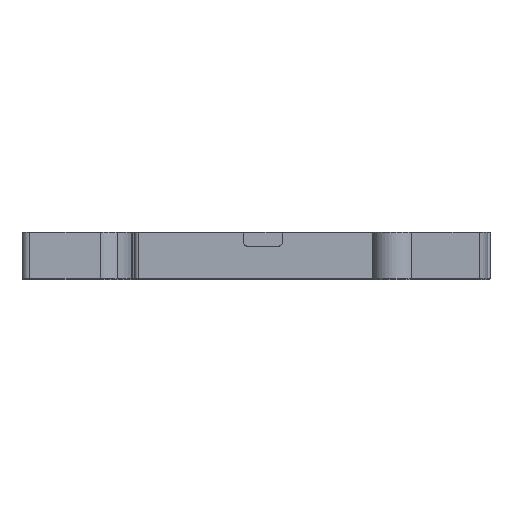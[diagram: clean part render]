
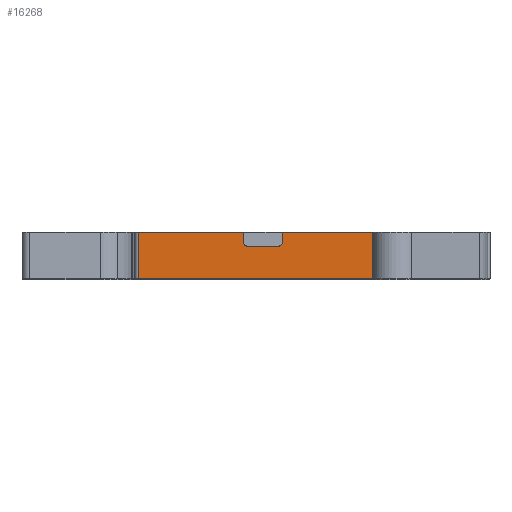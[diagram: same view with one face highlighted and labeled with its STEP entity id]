
A CAD part, front view. The second image highlights one B-rep face of the part: STEP entity #16268.
In plain terms, the highlighted planar face has unit normal (0, -1, 0).
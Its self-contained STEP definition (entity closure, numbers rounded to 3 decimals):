
#209 = VERTEX_POINT ( 'NONE', #2250 ) ;
#588 = EDGE_CURVE ( 'NONE', #18682, #11925, #1042, .T. ) ;
#1042 = CIRCLE ( 'NONE', #21158, 0.5 ) ;
#1382 = EDGE_CURVE ( 'NONE', #11925, #209, #14207, .T. ) ;
#1504 = ORIENTED_EDGE ( 'NONE', *, *, #22340, .T. ) ;
#2074 = CARTESIAN_POINT ( 'NONE',  ( -4.435, -17.204, 62.112 ) ) ;
#2250 = CARTESIAN_POINT ( 'NONE',  ( -3.935, -17.204, 61.612 ) ) ;
#2266 = CARTESIAN_POINT ( 'NONE',  ( -17.987, -17.204, 57.412 ) ) ;
#2958 = CARTESIAN_POINT ( 'NONE',  ( -17.987, -17.204, 63.412 ) ) ;
#3043 = VERTEX_POINT ( 'NONE', #3126 ) ;
#3126 = CARTESIAN_POINT ( 'NONE',  ( 0.565, -17.204, 63.412 ) ) ;
#3502 = VECTOR ( 'NONE', #9811, 1000. ) ;
#3551 = VECTOR ( 'NONE', #4378, 1000. ) ;
#3851 = EDGE_CURVE ( 'NONE', #7855, #11718, #4918, .T. ) ;
#4271 = ORIENTED_EDGE ( 'NONE', *, *, #12562, .T. ) ;
#4378 = DIRECTION ( 'NONE',  ( 0., 0., -1. ) ) ;
#4918 = LINE ( 'NONE', #2958, #9852 ) ;
#5000 = CIRCLE ( 'NONE', #22000, 0.5 ) ;
#5424 = CARTESIAN_POINT ( 'NONE',  ( -4.435, -17.204, 63.412 ) ) ;
#5857 = EDGE_CURVE ( 'NONE', #11372, #18897, #10958, .T. ) ;
#5937 = VECTOR ( 'NONE', #8939, 1000. ) ;
#6863 = CARTESIAN_POINT ( 'NONE',  ( -17.987, -17.204, 63.462 ) ) ;
#6879 = CARTESIAN_POINT ( 'NONE',  ( 0.065, -17.204, 61.612 ) ) ;
#6903 = ORIENTED_EDGE ( 'NONE', *, *, #15887, .T. ) ;
#7764 = ORIENTED_EDGE ( 'NONE', *, *, #19651, .F. ) ;
#7855 = VERTEX_POINT ( 'NONE', #10460 ) ;
#8232 = FACE_OUTER_BOUND ( 'NONE', #14620, .T. ) ;
#8571 = LINE ( 'NONE', #10933, #5937 ) ;
#8939 = DIRECTION ( 'NONE',  ( 0., 0., 1. ) ) ;
#8965 = DIRECTION ( 'NONE',  ( -1., 0., 0. ) ) ;
#9257 = CARTESIAN_POINT ( 'NONE',  ( 12.717, -17.204, 57.412 ) ) ;
#9552 = DIRECTION ( 'NONE',  ( 0., 1., 0. ) ) ;
#9811 = DIRECTION ( 'NONE',  ( 1., 0., 0. ) ) ;
#9852 = VECTOR ( 'NONE', #18179, 1000. ) ;
#10216 = ORIENTED_EDGE ( 'NONE', *, *, #3851, .F. ) ;
#10431 = LINE ( 'NONE', #20104, #16475 ) ;
#10460 = CARTESIAN_POINT ( 'NONE',  ( -17.987, -17.204, 63.412 ) ) ;
#10508 = DIRECTION ( 'NONE',  ( 0., 0., -1. ) ) ;
#10905 = EDGE_CURVE ( 'NONE', #11133, #11372, #10431, .T. ) ;
#10933 = CARTESIAN_POINT ( 'NONE',  ( -4.435, -17.204, 63.462 ) ) ;
#10958 = LINE ( 'NONE', #22478, #13560 ) ;
#11044 = ORIENTED_EDGE ( 'NONE', *, *, #10905, .F. ) ;
#11133 = VERTEX_POINT ( 'NONE', #15713 ) ;
#11372 = VERTEX_POINT ( 'NONE', #9257 ) ;
#11718 = VERTEX_POINT ( 'NONE', #5424 ) ;
#11925 = VERTEX_POINT ( 'NONE', #6879 ) ;
#12349 = CARTESIAN_POINT ( 'NONE',  ( -17.987, -17.204, 63.462 ) ) ;
#12562 = EDGE_CURVE ( 'NONE', #3043, #18682, #16344, .T. ) ;
#13560 = VECTOR ( 'NONE', #18414, 1000. ) ;
#14207 = LINE ( 'NONE', #19578, #22354 ) ;
#14397 = DIRECTION ( 'NONE',  ( 0., 0., -1. ) ) ;
#14620 = EDGE_LOOP ( 'NONE', ( #4271, #20954, #18742, #23697, #1504, #10216, #6903, #23212, #11044, #7764 ) ) ;
#15255 = DIRECTION ( 'NONE',  ( -1., 0., 0. ) ) ;
#15713 = CARTESIAN_POINT ( 'NONE',  ( 12.717, -17.204, 63.412 ) ) ;
#15785 = PLANE ( 'NONE',  #22283 ) ;
#15887 = EDGE_CURVE ( 'NONE', #7855, #18897, #16072, .T. ) ;
#16072 = LINE ( 'NONE', #12349, #23054 ) ;
#16076 = VERTEX_POINT ( 'NONE', #2074 ) ;
#16268 = ADVANCED_FACE ( 'NONE', ( #8232 ), #15785, .F. ) ;
#16344 = LINE ( 'NONE', #22049, #3551 ) ;
#16421 = DIRECTION ( 'NONE',  ( 0., 1., 0. ) ) ;
#16475 = VECTOR ( 'NONE', #14397, 1000. ) ;
#17116 = CARTESIAN_POINT ( 'NONE',  ( -17.987, -17.204, 63.412 ) ) ;
#17643 = LINE ( 'NONE', #17116, #3502 ) ;
#18020 = CARTESIAN_POINT ( 'NONE',  ( 0.565, -17.204, 62.112 ) ) ;
#18080 = DIRECTION ( 'NONE',  ( -1., 0., 0. ) ) ;
#18179 = DIRECTION ( 'NONE',  ( 1., 0., 0. ) ) ;
#18414 = DIRECTION ( 'NONE',  ( -1., 0., 0. ) ) ;
#18609 = EDGE_CURVE ( 'NONE', #209, #16076, #5000, .T. ) ;
#18682 = VERTEX_POINT ( 'NONE', #18020 ) ;
#18742 = ORIENTED_EDGE ( 'NONE', *, *, #1382, .T. ) ;
#18897 = VERTEX_POINT ( 'NONE', #2266 ) ;
#19011 = CARTESIAN_POINT ( 'NONE',  ( -3.935, -17.204, 62.112 ) ) ;
#19578 = CARTESIAN_POINT ( 'NONE',  ( -17.987, -17.204, 61.612 ) ) ;
#19651 = EDGE_CURVE ( 'NONE', #3043, #11133, #17643, .T. ) ;
#20104 = CARTESIAN_POINT ( 'NONE',  ( 12.717, -17.204, 63.462 ) ) ;
#20954 = ORIENTED_EDGE ( 'NONE', *, *, #588, .T. ) ;
#21158 = AXIS2_PLACEMENT_3D ( 'NONE', #23876, #16421, #22011 ) ;
#22000 = AXIS2_PLACEMENT_3D ( 'NONE', #19011, #9552, #15255 ) ;
#22011 = DIRECTION ( 'NONE',  ( -1., 0., 0. ) ) ;
#22049 = CARTESIAN_POINT ( 'NONE',  ( 0.565, -17.204, 63.462 ) ) ;
#22283 = AXIS2_PLACEMENT_3D ( 'NONE', #6863, #24223, #8965 ) ;
#22340 = EDGE_CURVE ( 'NONE', #16076, #11718, #8571, .T. ) ;
#22354 = VECTOR ( 'NONE', #18080, 1000. ) ;
#22478 = CARTESIAN_POINT ( 'NONE',  ( -17.987, -17.204, 57.412 ) ) ;
#23054 = VECTOR ( 'NONE', #10508, 1000. ) ;
#23212 = ORIENTED_EDGE ( 'NONE', *, *, #5857, .F. ) ;
#23697 = ORIENTED_EDGE ( 'NONE', *, *, #18609, .T. ) ;
#23876 = CARTESIAN_POINT ( 'NONE',  ( 0.065, -17.204, 62.112 ) ) ;
#24223 = DIRECTION ( 'NONE',  ( 0., 1., 0. ) ) ;
